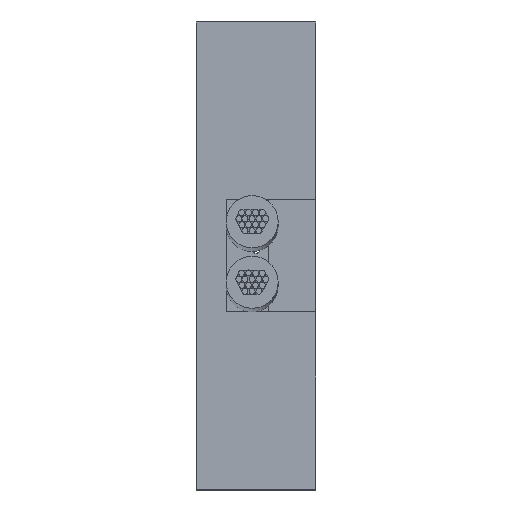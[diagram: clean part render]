
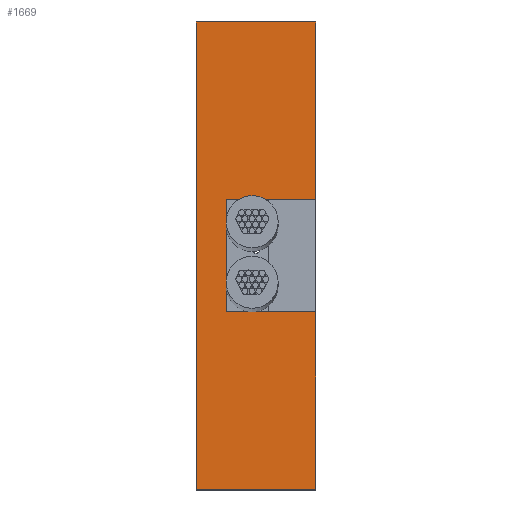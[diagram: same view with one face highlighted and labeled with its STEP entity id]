
A CAD part, top view. The second image highlights one B-rep face of the part: STEP entity #1669.
In plain terms, the highlighted face is planar.
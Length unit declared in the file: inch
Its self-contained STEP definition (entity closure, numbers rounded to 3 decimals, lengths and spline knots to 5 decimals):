
#13=DIRECTION('',(0.,0.,1.));
#14=VECTOR('',#13,0.78);
#15=CARTESIAN_POINT('',(0.,0.,-0.78));
#16=LINE('',#15,#14);
#47=DIRECTION('',(0.,1.,0.));
#48=VECTOR('',#47,0.2);
#49=CARTESIAN_POINT('',(0.,0.,0.));
#50=LINE('',#49,#48);
#51=DIRECTION('',(0.,0.,-1.));
#52=VECTOR('',#51,0.188);
#53=CARTESIAN_POINT('',(0.,0.05,-0.296));
#54=LINE('',#53,#52);
#55=DIRECTION('',(0.,-1.,0.));
#56=VECTOR('',#55,0.15);
#57=CARTESIAN_POINT('',(0.,0.2,-0.296));
#58=LINE('',#57,#56);
#59=DIRECTION('',(0.,1.,0.));
#60=VECTOR('',#59,0.2);
#61=CARTESIAN_POINT('',(0.,0.,-0.78));
#62=LINE('',#61,#60);
#63=DIRECTION('',(0.,-1.,0.));
#64=VECTOR('',#63,0.15);
#65=CARTESIAN_POINT('',(0.,0.2,-0.484));
#66=LINE('',#65,#64);
#167=DIRECTION('',(0.,0.,1.));
#168=VECTOR('',#167,0.296);
#169=CARTESIAN_POINT('',(0.,0.2,-0.78));
#170=LINE('',#169,#168);
#183=DIRECTION('',(0.,0.,1.));
#184=VECTOR('',#183,0.296);
#185=CARTESIAN_POINT('',(0.,0.2,-0.296));
#186=LINE('',#185,#184);
#1239=CARTESIAN_POINT('',(0.,0.,0.));
#1241=VERTEX_POINT('',#1239);
#1245=CARTESIAN_POINT('',(0.,0.,-0.78));
#1246=VERTEX_POINT('',#1245);
#1247=CARTESIAN_POINT('',(0.,0.2,0.));
#1249=VERTEX_POINT('',#1247);
#1253=CARTESIAN_POINT('',(0.,0.2,-0.78));
#1254=VERTEX_POINT('',#1253);
#1255=CARTESIAN_POINT('',(0.,0.2,-0.296));
#1257=VERTEX_POINT('',#1255);
#1259=CARTESIAN_POINT('',(0.,0.2,-0.484));
#1261=VERTEX_POINT('',#1259);
#1263=CARTESIAN_POINT('',(0.,0.05,-0.296));
#1264=CARTESIAN_POINT('',(0.,0.05,-0.484));
#1265=VERTEX_POINT('',#1263);
#1266=VERTEX_POINT('',#1264);
#1648=CARTESIAN_POINT('',(0.,0.,-0.78));
#1649=DIRECTION('',(-1.,0.,0.));
#1650=DIRECTION('',(0.,0.,1.));
#1651=AXIS2_PLACEMENT_3D('',#1648,#1649,#1650);
#1652=PLANE('',#1651);
#1654=ORIENTED_EDGE('',*,*,#1653,.F.);
#1656=ORIENTED_EDGE('',*,*,#1655,.F.);
#1658=ORIENTED_EDGE('',*,*,#1657,.T.);
#1659=ORIENTED_EDGE('',*,*,#1639,.F.);
#1660=ORIENTED_EDGE('',*,*,#1610,.F.);
#1662=ORIENTED_EDGE('',*,*,#1661,.T.);
#1664=ORIENTED_EDGE('',*,*,#1663,.T.);
#1666=ORIENTED_EDGE('',*,*,#1665,.T.);
#1667=EDGE_LOOP('',(#1654,#1656,#1658,#1659,#1660,#1662,#1664,#1666));
#1668=FACE_OUTER_BOUND('',#1667,.F.);
#1669=ADVANCED_FACE('',(#1668),#1652,.T.);
#1610=EDGE_CURVE('',#1246,#1241,#16,.T.);
#1639=EDGE_CURVE('',#1241,#1249,#50,.T.);
#1653=EDGE_CURVE('',#1265,#1266,#54,.T.);
#1655=EDGE_CURVE('',#1257,#1265,#58,.T.);
#1657=EDGE_CURVE('',#1257,#1249,#186,.T.);
#1661=EDGE_CURVE('',#1246,#1254,#62,.T.);
#1663=EDGE_CURVE('',#1254,#1261,#170,.T.);
#1665=EDGE_CURVE('',#1261,#1266,#66,.T.);
